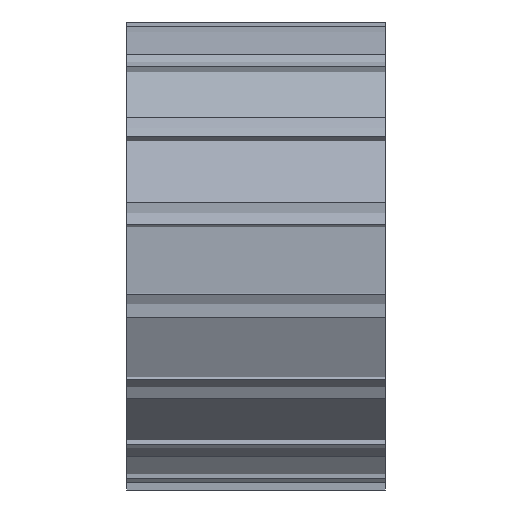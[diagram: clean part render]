
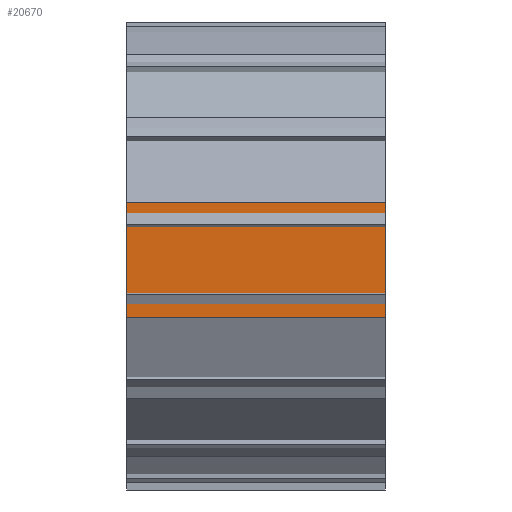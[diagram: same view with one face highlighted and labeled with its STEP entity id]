
A CAD part, front view. The second image highlights one B-rep face of the part: STEP entity #20670.
In plain terms, the highlighted planar face has unit normal (0, -0.999, -0.035).
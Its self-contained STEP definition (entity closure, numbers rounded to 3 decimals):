
#20539=DIRECTION('',(1.,0.,0.));
#20540=VECTOR('',#20539,114.3);
#20541=CARTESIAN_POINT('',(-57.15,-1099.93,21.378));
#20542=LINE('',#20541,#20540);
#20571=DIRECTION('',(0.,-0.035,0.999));
#20572=VECTOR('',#20571,50.702);
#20573=CARTESIAN_POINT('',(57.15,-1098.161,-29.294));
#20574=LINE('',#20573,#20572);
#20575=DIRECTION('',(1.,0.,0.));
#20576=VECTOR('',#20575,114.3);
#20577=CARTESIAN_POINT('',(-57.15,-1098.161,-29.294));
#20578=LINE('',#20577,#20576);
#20579=DIRECTION('',(0.,0.035,-0.999));
#20580=VECTOR('',#20579,50.702);
#20581=CARTESIAN_POINT('',(-57.15,-1099.93,21.378));
#20582=LINE('',#20581,#20580);
#20583=CARTESIAN_POINT('',(57.15,-1099.93,21.378));
#20585=VERTEX_POINT('',#20583);
#20587=CARTESIAN_POINT('',(57.15,-1098.161,-29.294));
#20588=VERTEX_POINT('',#20587);
#20592=CARTESIAN_POINT('',(-57.15,-1099.93,21.378));
#20594=VERTEX_POINT('',#20592);
#20597=CARTESIAN_POINT('',(-57.15,-1098.161,-29.294));
#20598=VERTEX_POINT('',#20597);
#20658=CARTESIAN_POINT('',(0.,-1099.046,
-3.958));
#20659=DIRECTION('',(0.,0.999,0.035));
#20660=DIRECTION('',(-1.,0.,0.));
#20661=AXIS2_PLACEMENT_3D('',#20658,#20659,#20660);
#20662=PLANE('',#20661);
#20663=ORIENTED_EDGE('',*,*,#20623,.T.);
#20664=ORIENTED_EDGE('',*,*,#20610,.F.);
#20665=ORIENTED_EDGE('',*,*,#20649,.F.);
#20667=ORIENTED_EDGE('',*,*,#20666,.F.);
#20668=EDGE_LOOP('',(#20663,#20664,#20665,#20667));
#20669=FACE_OUTER_BOUND('',#20668,.F.);
#20670=ADVANCED_FACE('',(#20669),#20662,.F.);
#20610=EDGE_CURVE('',#20588,#20585,#20574,.T.);
#20623=EDGE_CURVE('',#20594,#20585,#20542,.T.);
#20649=EDGE_CURVE('',#20598,#20588,#20578,.T.);
#20666=EDGE_CURVE('',#20594,#20598,#20582,.T.);
